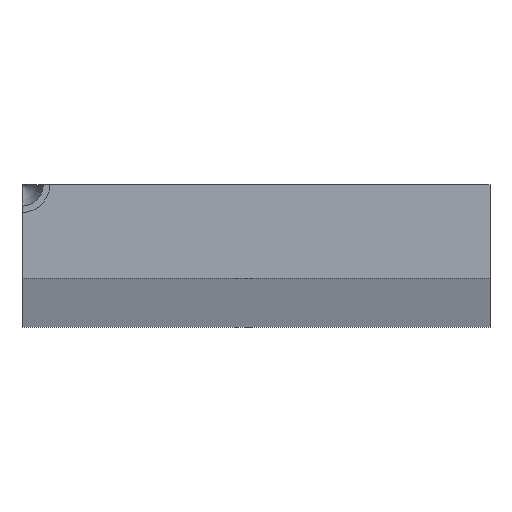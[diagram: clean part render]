
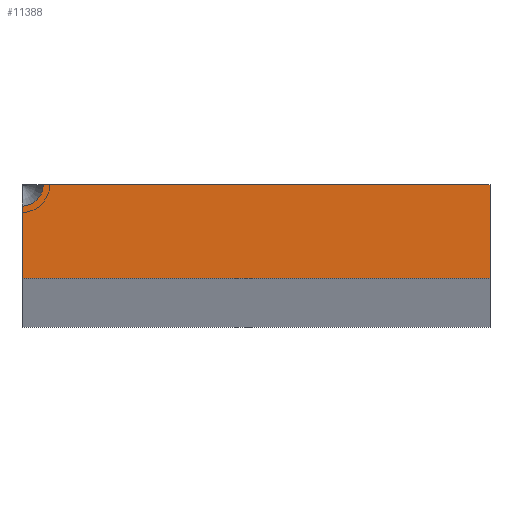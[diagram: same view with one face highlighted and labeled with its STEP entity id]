
A CAD part, top view. The second image highlights one B-rep face of the part: STEP entity #11388.
In plain terms, the highlighted planar face has unit normal (0, 0, 1).
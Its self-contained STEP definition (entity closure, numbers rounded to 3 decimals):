
#10 = EDGE_LOOP ( 'NONE', ( #8139, #10252, #13280, #17112, #18874 ) ) ;
#498 = VERTEX_POINT ( 'NONE', #2720 ) ;
#1088 = DIRECTION ( 'NONE',  ( 0., -1., 0. ) ) ;
#2720 = CARTESIAN_POINT ( 'NONE',  ( 25., 5., 1500. ) ) ;
#3268 = CARTESIAN_POINT ( 'NONE',  ( -25., -5., 1500. ) ) ;
#4005 = CARTESIAN_POINT ( 'NONE',  ( -25., 5., 1500. ) ) ;
#4466 = VERTEX_POINT ( 'NONE', #3268 ) ;
#4996 = VERTEX_POINT ( 'NONE', #15610 ) ;
#5156 = AXIS2_PLACEMENT_3D ( 'NONE', #14806, #6528, #19539 ) ;
#5604 = DIRECTION ( 'NONE',  ( 0., 0., 1. ) ) ;
#5774 = CARTESIAN_POINT ( 'NONE',  ( -25., 2.702, 1500. ) ) ;
#5894 = EDGE_CURVE ( 'NONE', #498, #4996, #14834, .T. ) ;
#5935 = DIRECTION ( 'NONE',  ( 0., 1., 0. ) ) ;
#6216 = FACE_OUTER_BOUND ( 'NONE', #10, .T. ) ;
#6365 = VECTOR ( 'NONE', #6901, 1000. ) ;
#6528 = DIRECTION ( 'NONE',  ( 0., 0., -1. ) ) ;
#6901 = DIRECTION ( 'NONE',  ( -1., 0., 0. ) ) ;
#7098 = EDGE_CURVE ( 'NONE', #9191, #498, #9810, .T. ) ;
#7463 = VECTOR ( 'NONE', #1088, 1000. ) ;
#7785 = CIRCLE ( 'NONE', #13787, 2.298 ) ;
#8120 = VERTEX_POINT ( 'NONE', #5774 ) ;
#8139 = ORIENTED_EDGE ( 'NONE', *, *, #8464, .F. ) ;
#8201 = VECTOR ( 'NONE', #11212, 1000. ) ;
#8336 = PLANE ( 'NONE',  #5156 ) ;
#8464 = EDGE_CURVE ( 'NONE', #8120, #4996, #7785, .T. ) ;
#9191 = VERTEX_POINT ( 'NONE', #12455 ) ;
#9810 = LINE ( 'NONE', #16881, #19094 ) ;
#10252 = ORIENTED_EDGE ( 'NONE', *, *, #11161, .T. ) ;
#10611 = CARTESIAN_POINT ( 'NONE',  ( -25., -5., 1500. ) ) ;
#11161 = EDGE_CURVE ( 'NONE', #8120, #4466, #11452, .T. ) ;
#11212 = DIRECTION ( 'NONE',  ( 1., 0., 0. ) ) ;
#11388 = ADVANCED_FACE ( 'NONE', ( #6216 ), #8336, .F. ) ;
#11452 = LINE ( 'NONE', #10611, #7463 ) ;
#12455 = CARTESIAN_POINT ( 'NONE',  ( 25., -5., 1500. ) ) ;
#12748 = CARTESIAN_POINT ( 'NONE',  ( -25., -5., 1500. ) ) ;
#13280 = ORIENTED_EDGE ( 'NONE', *, *, #18080, .T. ) ;
#13787 = AXIS2_PLACEMENT_3D ( 'NONE', #4005, #5604, #16762 ) ;
#14806 = CARTESIAN_POINT ( 'NONE',  ( 0., 0., 1500. ) ) ;
#14834 = LINE ( 'NONE', #16460, #6365 ) ;
#15610 = CARTESIAN_POINT ( 'NONE',  ( -22.702, 5., 1500. ) ) ;
#16460 = CARTESIAN_POINT ( 'NONE',  ( -25., 5., 1500. ) ) ;
#16694 = LINE ( 'NONE', #12748, #8201 ) ;
#16762 = DIRECTION ( 'NONE',  ( -1., 0., 0. ) ) ;
#16881 = CARTESIAN_POINT ( 'NONE',  ( 25., -5., 1500. ) ) ;
#17112 = ORIENTED_EDGE ( 'NONE', *, *, #7098, .T. ) ;
#18080 = EDGE_CURVE ( 'NONE', #4466, #9191, #16694, .T. ) ;
#18874 = ORIENTED_EDGE ( 'NONE', *, *, #5894, .T. ) ;
#19094 = VECTOR ( 'NONE', #5935, 1000. ) ;
#19539 = DIRECTION ( 'NONE',  ( -1., 0., 0. ) ) ;
